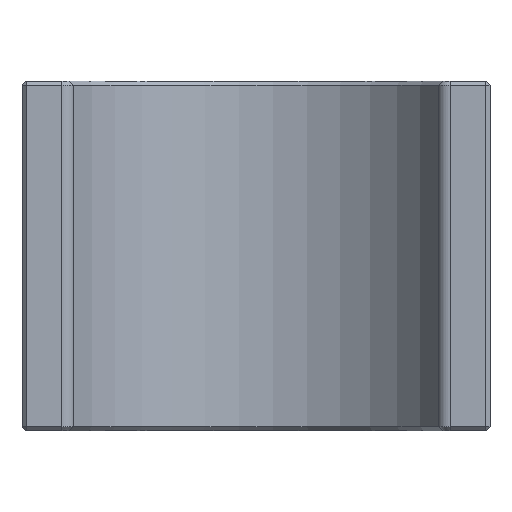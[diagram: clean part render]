
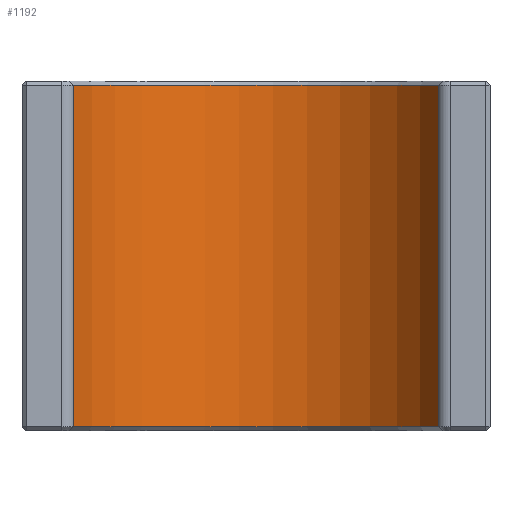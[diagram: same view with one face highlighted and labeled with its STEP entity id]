
A CAD part, front view. The second image highlights one B-rep face of the part: STEP entity #1192.
In plain terms, the highlighted cylindrical face has radius 50.8 mm (diameter 101.6 mm), a partial arc.
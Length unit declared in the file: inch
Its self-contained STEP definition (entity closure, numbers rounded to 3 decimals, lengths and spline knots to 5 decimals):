
#95 = CIRCLE ( 'NONE', #1316, 2. ) ;
#96 = VECTOR ( 'NONE', #987, 39.37008 ) ;
#97 = CIRCLE ( 'NONE', #1315, 2. ) ;
#98 = LINE ( 'NONE', #986, #96 ) ;
#99 = VECTOR ( 'NONE', #982, 39.37008 ) ;
#100 = LINE ( 'NONE', #981, #99 ) ;
#157 = CYLINDRICAL_SURFACE ( 'NONE', #1291, 2. ) ;
#158 = FACE_OUTER_BOUND ( 'NONE', #216, .T. ) ;
#216 = EDGE_LOOP ( 'NONE', ( #370, #379, #388, #397 ) ) ;
#370 = ORIENTED_EDGE ( 'NONE', *, *, #1356, .T. ) ;
#379 = ORIENTED_EDGE ( 'NONE', *, *, #1357, .T. ) ;
#388 = ORIENTED_EDGE ( 'NONE', *, *, #1358, .T. ) ;
#397 = ORIENTED_EDGE ( 'NONE', *, *, #1359, .T. ) ;
#667 = CARTESIAN_POINT ( 'NONE',  ( 0., 3.625, -1.6875 ) ) ;
#668 = DIRECTION ( 'NONE',  ( 0., 0., 1. ) ) ;
#669 = DIRECTION ( 'NONE',  ( 1., 0., 0. ) ) ;
#736 = CARTESIAN_POINT ( 'NONE',  ( -1.76471, 4.56618, 1.6475 ) ) ;
#737 = CARTESIAN_POINT ( 'NONE',  ( -1.76471, 4.56618, -1.6475 ) ) ;
#742 = CARTESIAN_POINT ( 'NONE',  ( 1.76471, 4.56618, -1.6475 ) ) ;
#758 = CARTESIAN_POINT ( 'NONE',  ( 1.76471, 4.56618, 1.6475 ) ) ;
#981 = CARTESIAN_POINT ( 'NONE',  ( 1.76471, 4.56618, -1.6875 ) ) ;
#982 = DIRECTION ( 'NONE',  ( 0., 0., 1. ) ) ;
#983 = CARTESIAN_POINT ( 'NONE',  ( 0., 3.625, 1.6475 ) ) ;
#984 = DIRECTION ( 'NONE',  ( 0., 0., 1. ) ) ;
#985 = DIRECTION ( 'NONE',  ( -1., 0., 0. ) ) ;
#986 = CARTESIAN_POINT ( 'NONE',  ( -1.76471, 4.56618, -1.6875 ) ) ;
#987 = DIRECTION ( 'NONE',  ( 0., 0., -1. ) ) ;
#988 = CARTESIAN_POINT ( 'NONE',  ( 0., 3.625, -1.6475 ) ) ;
#989 = DIRECTION ( 'NONE',  ( 0., 0., -1. ) ) ;
#990 = DIRECTION ( 'NONE',  ( -1., 0., 0. ) ) ;
#1192 = ADVANCED_FACE ( 'NONE', ( #158 ), #157, .F. ) ;
#1215 = VERTEX_POINT ( 'NONE', #736 ) ;
#1216 = VERTEX_POINT ( 'NONE', #737 ) ;
#1221 = VERTEX_POINT ( 'NONE', #742 ) ;
#1237 = VERTEX_POINT ( 'NONE', #758 ) ;
#1291 = AXIS2_PLACEMENT_3D ( 'NONE', #667, #668, #669 ) ;
#1315 = AXIS2_PLACEMENT_3D ( 'NONE', #983, #984, #985 ) ;
#1316 = AXIS2_PLACEMENT_3D ( 'NONE', #988, #989, #990 ) ;
#1356 = EDGE_CURVE ( 'NONE', #1221, #1237, #100, .T. ) ;
#1357 = EDGE_CURVE ( 'NONE', #1237, #1215, #97, .T. ) ;
#1358 = EDGE_CURVE ( 'NONE', #1215, #1216, #98, .T. ) ;
#1359 = EDGE_CURVE ( 'NONE', #1216, #1221, #95, .T. ) ;
